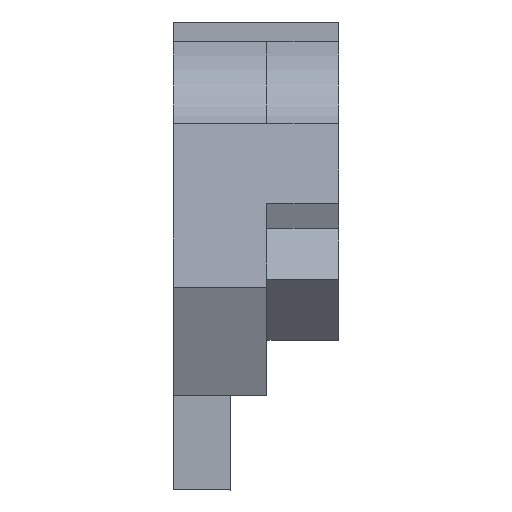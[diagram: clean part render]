
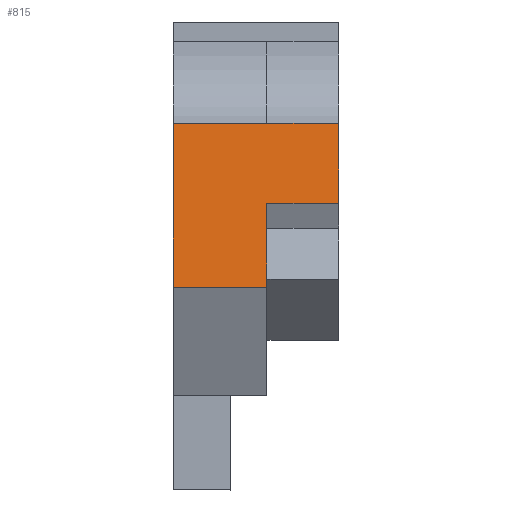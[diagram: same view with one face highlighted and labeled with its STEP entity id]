
A CAD part, top view. The second image highlights one B-rep face of the part: STEP entity #815.
In plain terms, the highlighted planar face has unit normal (0, 0.913, 0.407).
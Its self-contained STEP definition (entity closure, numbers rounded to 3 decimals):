
#5 = VERTEX_POINT ( 'NONE', #926 ) ;
#42 = LINE ( 'NONE', #1677, #1055 ) ;
#44 = VECTOR ( 'NONE', #424, 1000. ) ;
#97 = LINE ( 'NONE', #1560, #44 ) ;
#184 = CARTESIAN_POINT ( 'NONE',  ( -3., -2.564, 73.986 ) ) ;
#217 = ORIENTED_EDGE ( 'NONE', *, *, #1250, .T. ) ;
#259 = CARTESIAN_POINT ( 'NONE',  ( 7.364, 15.714, 32.933 ) ) ;
#272 = VECTOR ( 'NONE', #1518, 1000. ) ;
#276 = CARTESIAN_POINT ( 'NONE',  ( -3., 15.714, 32.933 ) ) ;
#312 = CARTESIAN_POINT ( 'NONE',  ( -3., 15.714, 32.933 ) ) ;
#380 = CARTESIAN_POINT ( 'NONE',  ( 15.364, 6.791, 52.975 ) ) ;
#384 = CARTESIAN_POINT ( 'NONE',  ( -49.624, 13.471, 37.97 ) ) ;
#402 = CARTESIAN_POINT ( 'NONE',  ( -49.624, -2.564, 73.986 ) ) ;
#424 = DIRECTION ( 'NONE',  ( 0., -0.407, 0.914 ) ) ;
#491 = EDGE_CURVE ( 'NONE', #5, #1664, #783, .T. ) ;
#545 = LINE ( 'NONE', #276, #1575 ) ;
#579 = VERTEX_POINT ( 'NONE', #184 ) ;
#706 = LINE ( 'NONE', #380, #1847 ) ;
#714 = AXIS2_PLACEMENT_3D ( 'NONE', #384, #1200, #1998 ) ;
#719 = FACE_OUTER_BOUND ( 'NONE', #1101, .T. ) ;
#750 = VECTOR ( 'NONE', #1262, 1000. ) ;
#758 = CARTESIAN_POINT ( 'NONE',  ( 15.364, 6.791, 52.975 ) ) ;
#783 = LINE ( 'NONE', #1438, #750 ) ;
#786 = EDGE_CURVE ( 'NONE', #579, #5, #2027, .T. ) ;
#815 = ADVANCED_FACE ( 'NONE', ( #719 ), #1871, .T. ) ;
#836 = EDGE_CURVE ( 'NONE', #579, #2035, #42, .T. ) ;
#841 = ORIENTED_EDGE ( 'NONE', *, *, #491, .T. ) ;
#865 = CARTESIAN_POINT ( 'NONE',  ( 7.364, 6.791, 52.975 ) ) ;
#923 = VERTEX_POINT ( 'NONE', #259 ) ;
#926 = CARTESIAN_POINT ( 'NONE',  ( 7.364, -2.564, 73.986 ) ) ;
#1055 = VECTOR ( 'NONE', #1343, 1000. ) ;
#1075 = CARTESIAN_POINT ( 'NONE',  ( 34.025, 15.714, 32.933 ) ) ;
#1101 = EDGE_LOOP ( 'NONE', ( #841, #1883, #2090, #1720, #217, #1358, #1807 ) ) ;
#1200 = DIRECTION ( 'NONE',  ( 0., 0.914, 0.407 ) ) ;
#1225 = EDGE_CURVE ( 'NONE', #2002, #1664, #706, .T. ) ;
#1243 = DIRECTION ( 'NONE',  ( -1., 0., 0. ) ) ;
#1250 = EDGE_CURVE ( 'NONE', #923, #2035, #545, .T. ) ;
#1256 = VERTEX_POINT ( 'NONE', #1721 ) ;
#1262 = DIRECTION ( 'NONE',  ( 0., 0.407, -0.914 ) ) ;
#1313 = EDGE_CURVE ( 'NONE', #1256, #2002, #97, .T. ) ;
#1343 = DIRECTION ( 'NONE',  ( 0., 0.407, -0.914 ) ) ;
#1358 = ORIENTED_EDGE ( 'NONE', *, *, #836, .F. ) ;
#1364 = EDGE_CURVE ( 'NONE', #1256, #923, #2073, .T. ) ;
#1369 = VECTOR ( 'NONE', #1243, 1000. ) ;
#1438 = CARTESIAN_POINT ( 'NONE',  ( 7.364, 13.471, 37.97 ) ) ;
#1518 = DIRECTION ( 'NONE',  ( 1., 0., 0. ) ) ;
#1560 = CARTESIAN_POINT ( 'NONE',  ( 15.364, 13.471, 37.97 ) ) ;
#1575 = VECTOR ( 'NONE', #1711, 1000. ) ;
#1664 = VERTEX_POINT ( 'NONE', #865 ) ;
#1677 = CARTESIAN_POINT ( 'NONE',  ( -3., 13.471, 37.97 ) ) ;
#1711 = DIRECTION ( 'NONE',  ( -1., 0., 0. ) ) ;
#1720 = ORIENTED_EDGE ( 'NONE', *, *, #1364, .T. ) ;
#1721 = CARTESIAN_POINT ( 'NONE',  ( 15.364, 15.714, 32.933 ) ) ;
#1807 = ORIENTED_EDGE ( 'NONE', *, *, #786, .T. ) ;
#1847 = VECTOR ( 'NONE', #2003, 1000. ) ;
#1871 = PLANE ( 'NONE',  #714 ) ;
#1883 = ORIENTED_EDGE ( 'NONE', *, *, #1225, .F. ) ;
#1998 = DIRECTION ( 'NONE',  ( 0., -0.407, 0.914 ) ) ;
#2002 = VERTEX_POINT ( 'NONE', #758 ) ;
#2003 = DIRECTION ( 'NONE',  ( -1., 0., 0. ) ) ;
#2027 = LINE ( 'NONE', #402, #272 ) ;
#2035 = VERTEX_POINT ( 'NONE', #312 ) ;
#2073 = LINE ( 'NONE', #1075, #1369 ) ;
#2090 = ORIENTED_EDGE ( 'NONE', *, *, #1313, .F. ) ;
